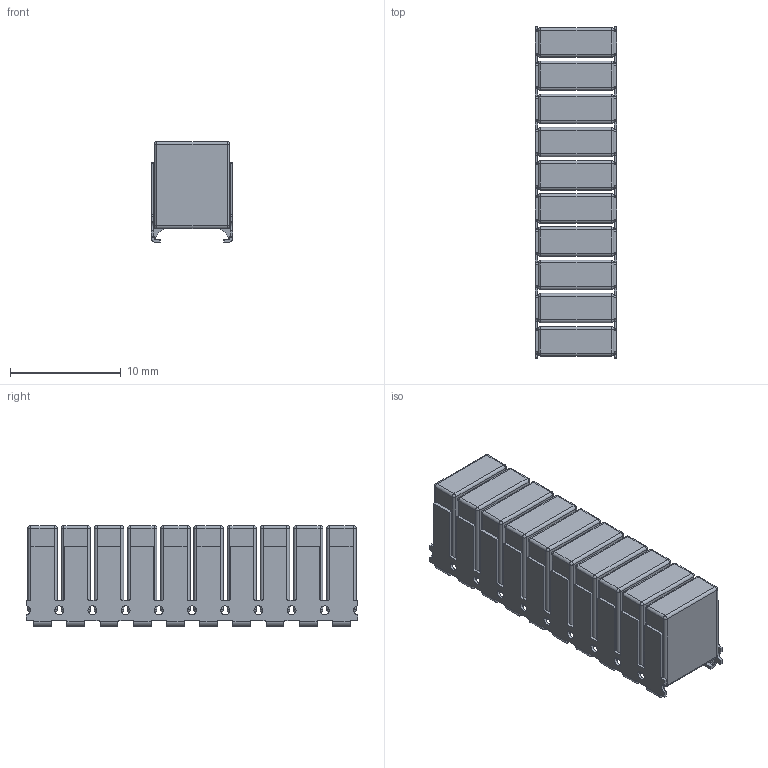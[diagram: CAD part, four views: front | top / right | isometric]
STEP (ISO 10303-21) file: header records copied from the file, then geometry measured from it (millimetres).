
FILE_DESCRIPTION(/* description */ ('Unknown'),/* implementation_level */ '2;1');
FILE_NAME(/* name */ 'CeraLink_FA10_6205-Z02-Ind.072',/* time_stamp */ '2020-08-17T15:47:54+02:00',/* author */ ('Unknown'),/* organization */ ('Unknown'),/* preprocessor_version */ 'ST-DEVELOPER v16.7',/* originating_system */ 'DEX',/* authorisation */ $);
FILE_SCHEMA (('AUTOMOTIVE_DESIGN {1 0 10303 214 3 1 1}'));
Length unit declared in the file: millimetre
Products named in the file (1): CeraLink_FA10_6205-Z02-Ind
Bounding box: 7.4 x 30 x 9.1 mm (x, y, z)
Volume: 1518.3 mm3; surface area: 2113.2 mm2
Topology: 1 solids, 1 shells, 938 faces, 2620 edges, 1566 vertices
Faces by surface type: cylinder 442, plane 376, sphere 80, bspline 40
Full cylindrical faces by diameter (mm): 0.8 x18
Entity records: 36179 total; most frequent: CARTESIAN_POINT 5731, DIRECTION 5086, ORIENTED_EDGE 5008, EDGE_CURVE 2504, AXIS2_PLACEMENT_3D 1783, VERTEX_POINT 1548, LINE 1520, VECTOR 1520
